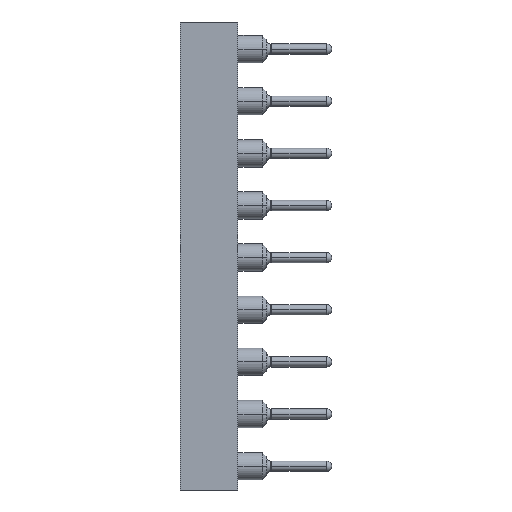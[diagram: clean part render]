
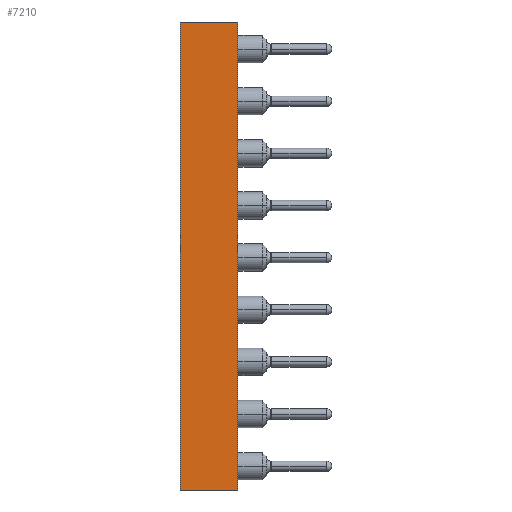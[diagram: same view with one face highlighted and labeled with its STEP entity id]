
A CAD part, left-side view. The second image highlights one B-rep face of the part: STEP entity #7210.
In plain terms, the highlighted planar face has unit normal (-1, 0, 0).
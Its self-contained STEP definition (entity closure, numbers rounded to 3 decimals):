
#5186=EDGE_CURVE('',#5276,#7932,#11929,.T.);
#5276=VERTEX_POINT('',#12028);
#5390=EDGE_CURVE('',#5276,#8244,#12154,.T.);
#7210=ADVANCED_FACE('',(#14224),#14225,.T.);
#7562=VERTEX_POINT('',#14641);
#7932=VERTEX_POINT('',#15048);
#8244=VERTEX_POINT('',#15402);
#8462=EDGE_CURVE('',#7562,#7932,#15648,.T.);
#8646=EDGE_CURVE('',#8244,#7562,#15851,.T.);
#11929=LINE('',#19892,#19893);
#12028=CARTESIAN_POINT('',(-5.05,2.8,-11.4));
#12154=LINE('',#20185,#20186);
#14224=FACE_OUTER_BOUND('',#22855,.T.);
#14225=PLANE('',#22856);
#14641=CARTESIAN_POINT('',(-5.05,0.,11.4));
#15048=CARTESIAN_POINT('',(-5.05,2.8,11.4));
#15402=CARTESIAN_POINT('',(-5.05,0.,-11.4));
#15648=LINE('',#24683,#24684);
#15851=LINE('',#24958,#24959);
#19892=CARTESIAN_POINT('',(-5.05,2.8,-11.4));
#19893=VECTOR('',#29430,1.0);
#20185=CARTESIAN_POINT('',(-5.05,2.8,-11.4));
#20186=VECTOR('',#29708,1.0);
#22855=EDGE_LOOP('',(#32440,#32441,#32442,#32443));
#22856=AXIS2_PLACEMENT_3D('',#32444,#32445,#32446);
#24683=CARTESIAN_POINT('',(-5.05,2.8,11.4));
#24684=VECTOR('',#34366,1.0);
#24958=CARTESIAN_POINT('',(-5.05,0.,-11.4));
#24959=VECTOR('',#34626,1.0);
#29430=DIRECTION('',(0.0,0.0,1.0));
#29708=DIRECTION('',(0.0,-1.0,0.0));
#32440=ORIENTED_EDGE('',*,*,#8462,.T.);
#32441=ORIENTED_EDGE('',*,*,#5186,.F.);
#32442=ORIENTED_EDGE('',*,*,#5390,.T.);
#32443=ORIENTED_EDGE('',*,*,#8646,.T.);
#32444=CARTESIAN_POINT('',(-5.05,0.,-11.4));
#32445=DIRECTION('',(-1.0,0.0,0.0));
#32446=DIRECTION('',(0.0,-1.0,0.0));
#34366=DIRECTION('',(0.0,1.0,0.0));
#34626=DIRECTION('',(0.0,0.0,1.0));
